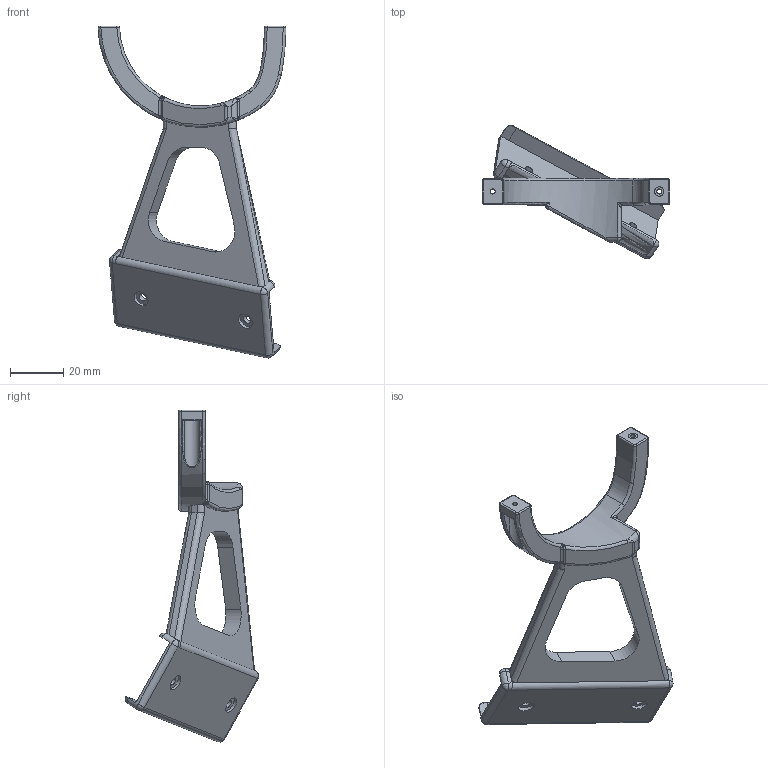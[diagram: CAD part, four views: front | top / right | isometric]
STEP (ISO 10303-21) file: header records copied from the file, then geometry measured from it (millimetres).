
FILE_DESCRIPTION(/* description */ ('','CAx-IF Rec.Pracs.---Representation and Presentation of Product Manufacturing Information (PMI)---4.0---2014-10-13'),/* implementation_level */ '2;1');
FILE_NAME(/* name */ 'Right_Wrist_camera_D435.step',/* time_stamp */ '2025-02-13T00:24:53+08:00',/* author */ (''),/* organization */ (''),/* preprocessor_version */ 'ST-DEVELOPER v20',/* originating_system */ 'Autodesk Translation Framework v13.20.0.188',/* authorisation */ '');
FILE_SCHEMA (('AP242_MANAGED_MODEL_BASED_3D_ENGINEERING_MIM_LF { 1 0 10303 442 1 1 4 }'));
Length unit declared in the file: millimetre
Products named in the file (1): 手腕摄像头1(镜像)
Bounding box: 70.25 x 49.96 x 124.2 mm (x, y, z)
Volume: 25131.6 mm3; surface area: 14246.8 mm2
Topology: 1 solids, 1 shells, 165 faces, 402 edges, 235 vertices
Faces by surface type: bspline 52, cylinder 49, plane 42, torus 12, sphere 10
Full cylindrical faces by diameter (mm): 1.9 x2, 3.05 x2, 6 x2
Entity records: 7542 total; most frequent: CARTESIAN_POINT 3972, ORIENTED_EDGE 788, DIRECTION 655, EDGE_CURVE 394, AXIS2_PLACEMENT_3D 261, VERTEX_POINT 235, EDGE_LOOP 179, FACE_OUTER_BOUND 165
